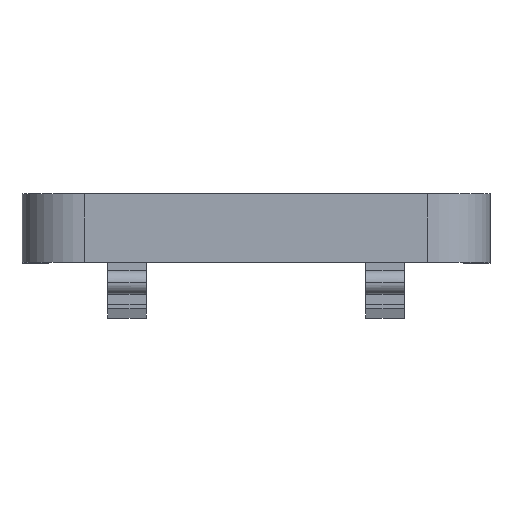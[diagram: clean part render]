
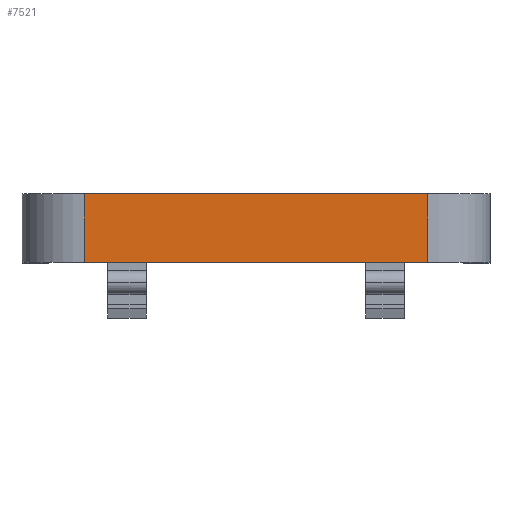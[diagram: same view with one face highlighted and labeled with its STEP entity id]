
A CAD part, top view. The second image highlights one B-rep face of the part: STEP entity #7521.
In plain terms, the highlighted planar face has unit normal (0, 0, 1).
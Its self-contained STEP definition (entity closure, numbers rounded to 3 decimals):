
#7508=AXIS2_PLACEMENT_3D('Plane Axis2P3D',#7505,#7506,#7507) ;
#7161=CARTESIAN_POINT('Vertex',(26.1,3.47,74.402)) ;
#7164=CARTESIAN_POINT('Line Origine',(15.05,3.47,74.402)) ;
#7168=CARTESIAN_POINT('Vertex',(4.,3.47,74.402)) ;
#7196=CARTESIAN_POINT('Line Origine',(4.,5.67,74.402)) ;
#7200=CARTESIAN_POINT('Vertex',(4.,7.87,74.402)) ;
#7231=CARTESIAN_POINT('Vertex',(26.1,7.87,74.402)) ;
#7234=CARTESIAN_POINT('Line Origine',(26.1,5.67,74.402)) ;
#7505=CARTESIAN_POINT('Axis2P3D Location',(0.,5.87,74.402)) ;
#7510=CARTESIAN_POINT('Line Origine',(15.05,7.87,74.402)) ;
#7165=DIRECTION('Vector Direction',(1.,0.,0.)) ;
#7197=DIRECTION('Vector Direction',(0.,1.,0.)) ;
#7235=DIRECTION('Vector Direction',(0.,1.,0.)) ;
#7506=DIRECTION('Axis2P3D Direction',(0.,0.,1.)) ;
#7507=DIRECTION('Axis2P3D XDirection',(1.,0.,0.)) ;
#7511=DIRECTION('Vector Direction',(1.,0.,0.)) ;
#7166=VECTOR('Line Direction',#7165,1.) ;
#7198=VECTOR('Line Direction',#7197,1.) ;
#7236=VECTOR('Line Direction',#7235,1.) ;
#7512=VECTOR('Line Direction',#7511,1.) ;
#7516=ORIENTED_EDGE('',*,*,#7238,.T.) ;
#7517=ORIENTED_EDGE('',*,*,#7514,.F.) ;
#7518=ORIENTED_EDGE('',*,*,#7202,.F.) ;
#7519=ORIENTED_EDGE('',*,*,#7170,.T.) ;
#7521=ADVANCED_FACE('Hauptk\X2\00F6\X0\rper ( HAUPTK\X2\00D6\X0\RPER - wsp *MASTER -  -Non Smart-  )',(#7520),#7509,.T.) ;
#7170=EDGE_CURVE('',#7169,#7162,#7167,.T.) ;
#7202=EDGE_CURVE('',#7169,#7201,#7199,.T.) ;
#7238=EDGE_CURVE('',#7162,#7232,#7237,.T.) ;
#7514=EDGE_CURVE('',#7201,#7232,#7513,.T.) ;
#7515=EDGE_LOOP('',(#7516,#7517,#7518,#7519)) ;
#7520=FACE_OUTER_BOUND('',#7515,.T.) ;
#7167=LINE('Line',#7164,#7166) ;
#7199=LINE('Line',#7196,#7198) ;
#7237=LINE('Line',#7234,#7236) ;
#7513=LINE('Line',#7510,#7512) ;
#7509=PLANE('',#7508) ;
#7162=VERTEX_POINT('',#7161) ;
#7169=VERTEX_POINT('',#7168) ;
#7201=VERTEX_POINT('',#7200) ;
#7232=VERTEX_POINT('',#7231) ;
